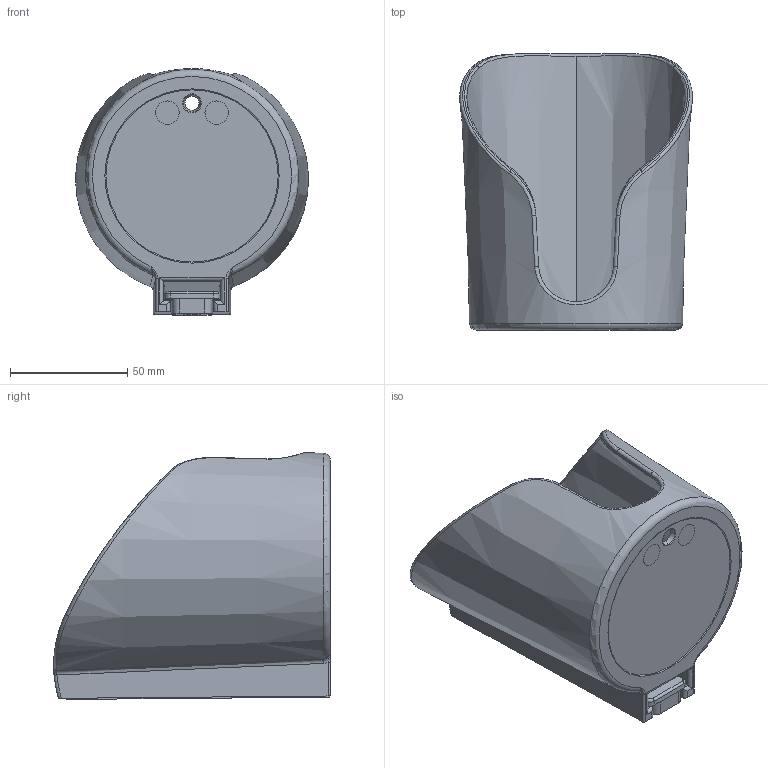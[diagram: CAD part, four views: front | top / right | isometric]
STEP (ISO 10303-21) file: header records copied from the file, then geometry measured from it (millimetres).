
FILE_DESCRIPTION (( 'STEP AP214' ), '1' );
FILE_NAME ('09308902.STEP', '2014-08-22T06:53:31', ( '' ), ( '' ), 'SwSTEP 2.0', 'SolidWorks 2014', '' );
FILE_SCHEMA (( 'AUTOMOTIVE_DESIGN' ));
Length unit declared in the file: millimetre
Products named in the file (3): 093089r01_093 089 r02; 09308901r01_093 089 02 r01 (geschlossen mit Bohrung; 09308902
Assembly tree (2 placements, depth 2):
  09308902
    09308901r01_093 089 02 r01 (geschlossen mit Bohrung
    093089r01_093 089 r02
Bounding box: 99.28 x 117.99 x 105.3 mm (x, y, z)
Volume: 120270 mm3; surface area: 79564.3 mm2
Topology: 2 solids, 2 shells, 301 faces, 752 edges, 458 vertices
Faces by surface type: cone 71, torus 69, plane 63, cylinder 53, bspline 45
Entity records: 12293 total; most frequent: CARTESIAN_POINT 5305, ORIENTED_EDGE 1500, DIRECTION 1452, EDGE_CURVE 750, AXIS2_PLACEMENT_3D 605, VERTEX_POINT 458, CIRCLE 344, EDGE_LOOP 316
